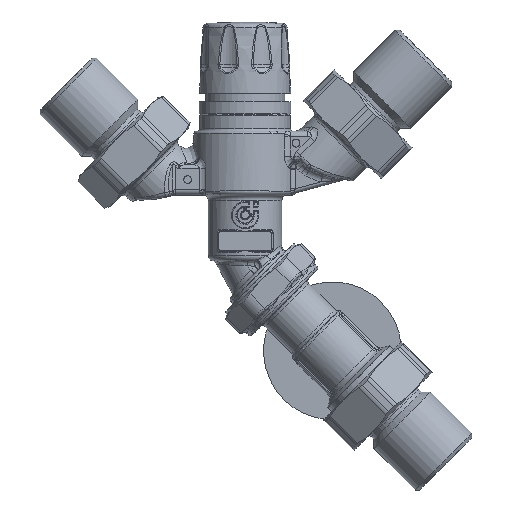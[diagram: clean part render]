
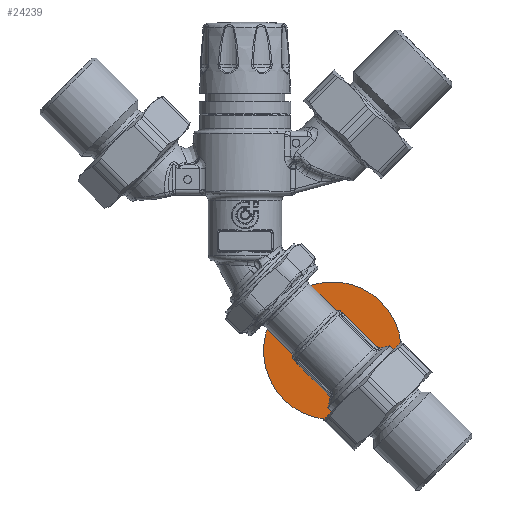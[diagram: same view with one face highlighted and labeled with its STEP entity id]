
A CAD part, top view. The second image highlights one B-rep face of the part: STEP entity #24239.
In plain terms, the highlighted planar face has unit normal (0, 0, 1).
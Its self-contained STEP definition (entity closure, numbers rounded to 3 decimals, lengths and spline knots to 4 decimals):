
#1996=FACE_BOUND('',#5040,.T.);
#3470=FACE_OUTER_BOUND('',#5039,.T.);
#5039=EDGE_LOOP('',(#18805));
#5040=EDGE_LOOP('',(#18806));
#8495=CIRCLE('',#26496,1.03);
#8497=CIRCLE('',#26500,0.3);
#10184=VERTEX_POINT('',#63637);
#10186=VERTEX_POINT('',#63644);
#13134=EDGE_CURVE('',#10184,#10184,#8495,.T.);
#13137=EDGE_CURVE('',#10186,#10186,#8497,.T.);
#18805=ORIENTED_EDGE('',*,*,#13134,.T.);
#18806=ORIENTED_EDGE('',*,*,#13137,.T.);
#21543=PLANE('',#26501);
#24239=ADVANCED_FACE('',(#3470,#1996),#21543,.F.);
#26496=AXIS2_PLACEMENT_3D('',#63639,#31310,#31311);
#26500=AXIS2_PLACEMENT_3D('',#63646,#31319,#31320);
#26501=AXIS2_PLACEMENT_3D('',#63647,#31321,#31322);
#31310=DIRECTION('center_axis',(0.,0.,
1.));
#31311=DIRECTION('ref_axis',(-0.707,0.707,0.));
#31319=DIRECTION('center_axis',(0.,0.,
-1.));
#31320=DIRECTION('ref_axis',(0.707,-0.707,0.));
#31321=DIRECTION('center_axis',(0.,0.,
-1.));
#31322=DIRECTION('ref_axis',(0.707,-0.707,0.));
#63637=CARTESIAN_POINT('',(2.0348,-3.5269,-2.4095));
#63639=CARTESIAN_POINT('Origin',(1.3064,-2.7986,-2.4095));
#63644=CARTESIAN_POINT('',(1.0943,-2.5864,-2.4095));
#63646=CARTESIAN_POINT('Origin',(1.3064,-2.7986,-2.4095));
#63647=CARTESIAN_POINT('Origin',(1.3064,-2.7986,-2.4095));
